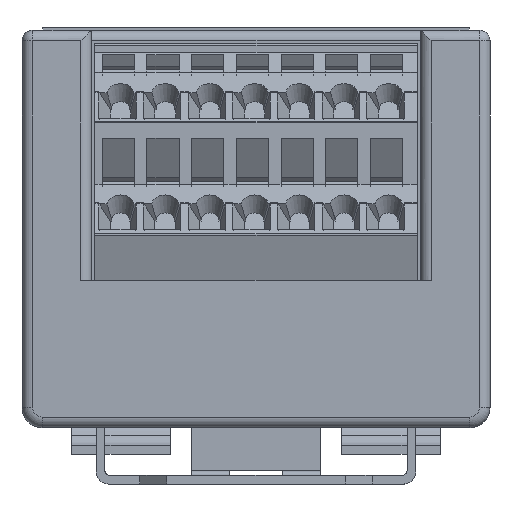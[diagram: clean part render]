
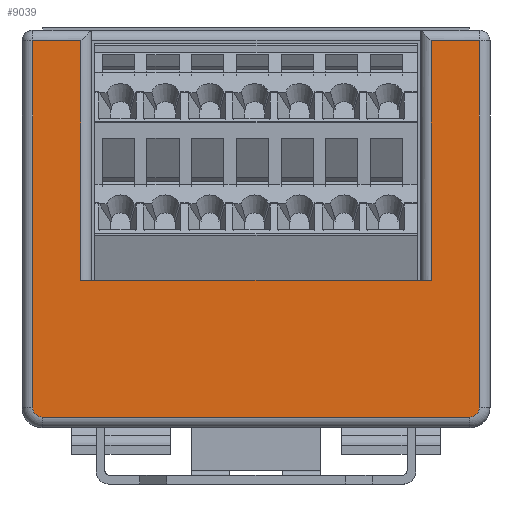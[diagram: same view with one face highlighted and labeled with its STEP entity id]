
A CAD part, front view. The second image highlights one B-rep face of the part: STEP entity #9039.
In plain terms, the highlighted planar face has unit normal (0, -1, 0).
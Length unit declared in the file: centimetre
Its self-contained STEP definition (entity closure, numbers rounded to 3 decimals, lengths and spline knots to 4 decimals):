
#433=PLANE('',#9563);
#840=VECTOR('',#10196,1.);
#843=VECTOR('',#10201,1.);
#844=VECTOR('',#10211,1.);
#846=VECTOR('',#10215,1.);
#849=VECTOR('',#10224,1.);
#868=VECTOR('',#10307,1.);
#871=VECTOR('',#10314,1.);
#878=VECTOR('',#10327,1.);
#1938=LINE('',#12205,#840);
#1941=LINE('',#12209,#843);
#1942=LINE('',#12217,#844);
#1944=LINE('',#12220,#846);
#1947=LINE('',#12230,#849);
#1966=LINE('',#12306,#868);
#1969=LINE('',#12313,#871);
#1976=LINE('',#12328,#878);
#3037=VERTEX_POINT('',#12180);
#3042=VERTEX_POINT('',#12190);
#3044=VERTEX_POINT('',#12195);
#3045=VERTEX_POINT('',#12197);
#3048=VERTEX_POINT('',#12204);
#3050=VERTEX_POINT('',#12213);
#3051=VERTEX_POINT('',#12221);
#3053=VERTEX_POINT('',#12227);
#3078=VERTEX_POINT('',#12305);
#3079=VERTEX_POINT('',#12307);
#3900=CIRCLE('',#9509,0.105);
#3905=CIRCLE('',#9517,0.105);
#4025=EDGE_CURVE('',#3044,#3045,#3900,.T.);
#4029=EDGE_CURVE('',#3048,#3044,#1938,.T.);
#4032=EDGE_CURVE('',#3045,#3042,#1941,.T.);
#4034=EDGE_CURVE('',#3050,#3048,#3905,.T.);
#4036=EDGE_CURVE('',#3037,#3050,#1942,.T.);
#4038=EDGE_CURVE('',#3042,#3051,#1944,.T.);
#4043=EDGE_CURVE('',#3051,#3053,#1947,.T.);
#4081=EDGE_CURVE('',#3078,#3079,#1966,.T.);
#4085=EDGE_CURVE('',#3079,#3037,#1969,.T.);
#4093=EDGE_CURVE('',#3053,#3078,#1976,.T.);
#5428=ORIENTED_EDGE('',*,*,#4093,.F.);
#5429=ORIENTED_EDGE('',*,*,#4043,.F.);
#5430=ORIENTED_EDGE('',*,*,#4038,.F.);
#5431=ORIENTED_EDGE('',*,*,#4032,.F.);
#5432=ORIENTED_EDGE('',*,*,#4025,.F.);
#5433=ORIENTED_EDGE('',*,*,#4029,.F.);
#5434=ORIENTED_EDGE('',*,*,#4034,.F.);
#5435=ORIENTED_EDGE('',*,*,#4036,.F.);
#5436=ORIENTED_EDGE('',*,*,#4085,.F.);
#5437=ORIENTED_EDGE('',*,*,#4081,.F.);
#7949=EDGE_LOOP('',(#5428,#5429,#5430,#5431,#5432,#5433,#5434,#5435,#5436,
#5437));
#8494=FACE_BOUND('',#7949,.T.);
#9039=ADVANCED_FACE('',(#8494),#433,.T.);
#9509=AXIS2_PLACEMENT_3D('',#12196,#10186,#10187);
#9517=AXIS2_PLACEMENT_3D('',#12214,#10205,#10206);
#9563=AXIS2_PLACEMENT_3D('',#12327,#10326,$);
#10186=DIRECTION('',(0.,1.,0.));
#10187=DIRECTION('',(-0.074,0.,-0.074));
#10196=DIRECTION('',(-1.,0.,0.));
#10201=DIRECTION('',(0.,0.,1.));
#10205=DIRECTION('',(0.,1.,0.));
#10206=DIRECTION('',(0.074,0.,-0.074));
#10211=DIRECTION('',(0.,0.,-1.));
#10215=DIRECTION('',(1.,0.,0.));
#10224=DIRECTION('',(0.,0.,-1.));
#10307=DIRECTION('',(0.,0.,1.));
#10314=DIRECTION('',(1.,0.,0.));
#10326=DIRECTION('',(0.,-1.,0.));
#10327=DIRECTION('',(1.,0.,0.));
#12180=CARTESIAN_POINT('',(2.498,-6.01,4.33));
#12190=CARTESIAN_POINT('',(-2.498,-6.01,4.33));
#12195=CARTESIAN_POINT('',(-2.393,-6.01,0.12));
#12196=CARTESIAN_POINT('',(-2.393,-6.01,0.225));
#12197=CARTESIAN_POINT('',(-2.498,-6.01,0.225));
#12204=CARTESIAN_POINT('',(2.393,-6.01,0.12));
#12205=CARTESIAN_POINT('',(0.,-6.01,0.12));
#12209=CARTESIAN_POINT('',(-2.498,-6.01,0.));
#12213=CARTESIAN_POINT('',(2.498,-6.01,0.225));
#12214=CARTESIAN_POINT('',(2.393,-6.01,0.225));
#12217=CARTESIAN_POINT('',(2.498,-6.01,0.));
#12220=CARTESIAN_POINT('',(0.,-6.01,4.33));
#12221=CARTESIAN_POINT('',(-1.96,-6.01,4.33));
#12227=CARTESIAN_POINT('',(-1.96,-6.01,1.65));
#12230=CARTESIAN_POINT('',(-1.96,-6.01,2.225));
#12305=CARTESIAN_POINT('',(1.96,-6.01,1.65));
#12306=CARTESIAN_POINT('',(1.96,-6.01,2.225));
#12307=CARTESIAN_POINT('',(1.96,-6.01,4.33));
#12313=CARTESIAN_POINT('',(0.,-6.01,4.33));
#12327=CARTESIAN_POINT('',(0.,-6.01,0.));
#12328=CARTESIAN_POINT('',(0.,-6.01,1.65));
